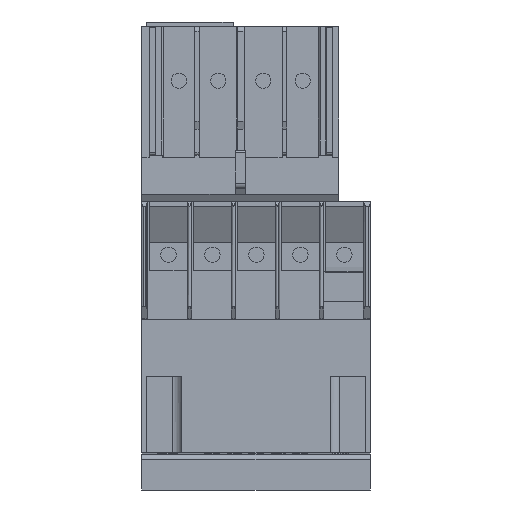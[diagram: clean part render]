
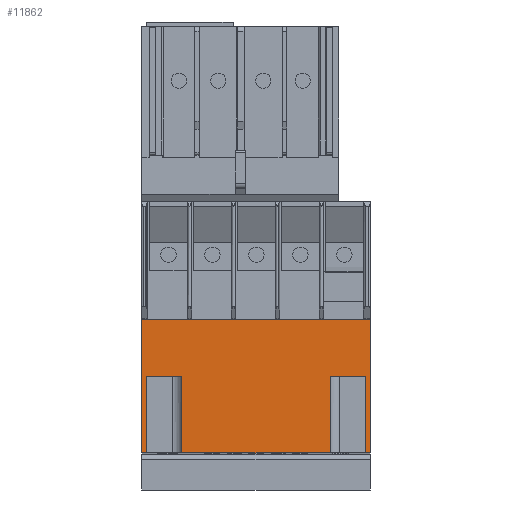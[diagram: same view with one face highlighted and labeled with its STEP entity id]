
A CAD part, front view. The second image highlights one B-rep face of the part: STEP entity #11862.
In plain terms, the highlighted planar face has unit normal (0, -1, 0).
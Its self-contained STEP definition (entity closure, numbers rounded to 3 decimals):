
#6214=VERTEX_POINT('',#17561);
#6516=EDGE_CURVE('',#15972,#8422,#17894,.T.);
#6620=VERTEX_POINT('',#18012);
#6736=EDGE_CURVE('',#10190,#15478,#18138,.T.);
#8178=EDGE_CURVE('',#15478,#9560,#19724,.T.);
#8188=EDGE_CURVE('',#8422,#9698,#19735,.T.);
#8422=VERTEX_POINT('',#19988);
#9560=VERTEX_POINT('',#21247);
#9698=VERTEX_POINT('',#21398);
#10190=VERTEX_POINT('',#21929);
#10784=EDGE_CURVE('',#9560,#15972,#22582,.T.);
#10810=EDGE_CURVE('',#6214,#14984,#22611,.T.);
#10826=EDGE_CURVE('',#13440,#11006,#22628,.T.);
#11006=VERTEX_POINT('',#22820);
#11334=EDGE_CURVE('',#14984,#10190,#23179,.T.);
#11862=ADVANCED_FACE('',(#23754),#23755,.T.);
#12964=EDGE_CURVE('',#11006,#6214,#24949,.T.);
#13304=EDGE_CURVE('',#16536,#13440,#25314,.T.);
#13440=VERTEX_POINT('',#25462);
#13944=EDGE_CURVE('',#6620,#9698,#26010,.T.);
#14984=VERTEX_POINT('',#27152);
#15478=VERTEX_POINT('',#27690);
#15794=EDGE_CURVE('',#16536,#6620,#28032,.T.);
#15972=VERTEX_POINT('',#28226);
#16536=VERTEX_POINT('',#28848);
#17561=CARTESIAN_POINT('',(-14.617,-4.709,19.29));
#17894=LINE('',#30650,#30651);
#18012=CARTESIAN_POINT('',(-22.5,-4.709,30.558));
#18138=LINE('',#31027,#31028);
#19724=LINE('',#33340,#33341);
#19735=LINE('',#33353,#33354);
#19988=CARTESIAN_POINT('',(22.5,-4.709,4.295));
#21247=CARTESIAN_POINT('',(21.5,-4.709,19.29));
#21398=CARTESIAN_POINT('',(22.5,-4.709,30.558));
#21929=CARTESIAN_POINT('',(14.617,-4.709,4.295));
#22582=LINE('',#37693,#37694);
#22611=LINE('',#37734,#37735);
#22628=LINE('',#37755,#37756);
#22820=CARTESIAN_POINT('',(-21.5,-4.709,19.29));
#23179=LINE('',#38546,#38547);
#23754=FACE_OUTER_BOUND('',#39399,.T.);
#23755=PLANE('',#39400);
#24949=LINE('',#41144,#41145);
#25314=LINE('',#41679,#41680);
#25462=CARTESIAN_POINT('',(-21.5,-4.709,4.295));
#26010=LINE('',#42694,#42695);
#27152=CARTESIAN_POINT('',(-14.617,-4.709,4.295));
#27690=CARTESIAN_POINT('',(14.617,-4.709,19.29));
#28032=LINE('',#45665,#45666);
#28226=CARTESIAN_POINT('',(21.5,-4.709,4.295));
#28848=CARTESIAN_POINT('',(-22.5,-4.709,4.295));
#30650=CARTESIAN_POINT('',(-22.5,-4.709,4.295));
#30651=VECTOR('',#48417,1.0);
#31027=CARTESIAN_POINT('',(14.617,-4.709,11.792));
#31028=VECTOR('',#48699,1.0);
#33340=CARTESIAN_POINT('',(-2.162,-4.709,19.29));
#33341=VECTOR('',#50457,1.0);
#33353=CARTESIAN_POINT('',(22.5,-4.709,4.295));
#33354=VECTOR('',#50466,1.0);
#37693=CARTESIAN_POINT('',(21.5,-4.709,4.292));
#37694=VECTOR('',#53455,1.0);
#37734=CARTESIAN_POINT('',(-14.617,-4.709,11.792));
#37735=VECTOR('',#53485,1.0);
#37755=CARTESIAN_POINT('',(-21.5,-4.709,11.792));
#37756=VECTOR('',#53495,1.0);
#38546=CARTESIAN_POINT('',(-22.5,-4.709,4.295));
#38547=VECTOR('',#54080,1.0);
#39399=EDGE_LOOP('',(#54657,#54658,#54659,#54660,#54661,#54662,#54663,#54664,#54665,#54666,#54667,#54668));
#39400=AXIS2_PLACEMENT_3D('',#54669,#54670,#54671);
#41144=CARTESIAN_POINT('',(-20.338,-4.709,19.29));
#41145=VECTOR('',#55846,1.0);
#41679=CARTESIAN_POINT('',(-22.5,-4.709,4.295));
#41680=VECTOR('',#56172,1.0);
#42694=CARTESIAN_POINT('',(-22.5,-4.709,30.558));
#42695=VECTOR('',#56845,1.0);
#45665=CARTESIAN_POINT('',(-22.5,-4.709,4.295));
#45666=VECTOR('',#58995,1.0);
#48417=DIRECTION('',(1.0,0.0,0.));
#48699=DIRECTION('',(0.,0.,1.0));
#50457=DIRECTION('',(1.0,0.0,0.));
#50466=DIRECTION('',(0.,0.0,1.0));
#53455=DIRECTION('',(0.,0.0,-1.0));
#53485=DIRECTION('',(0.0,0.,-1.0));
#53495=DIRECTION('',(0.0,0.0,1.0));
#54080=DIRECTION('',(1.0,0.0,0.));
#54657=ORIENTED_EDGE('',*,*,#10810,.T.);
#54658=ORIENTED_EDGE('',*,*,#11334,.T.);
#54659=ORIENTED_EDGE('',*,*,#6736,.T.);
#54660=ORIENTED_EDGE('',*,*,#8178,.T.);
#54661=ORIENTED_EDGE('',*,*,#10784,.T.);
#54662=ORIENTED_EDGE('',*,*,#6516,.T.);
#54663=ORIENTED_EDGE('',*,*,#8188,.T.);
#54664=ORIENTED_EDGE('',*,*,#13944,.F.);
#54665=ORIENTED_EDGE('',*,*,#15794,.F.);
#54666=ORIENTED_EDGE('',*,*,#13304,.T.);
#54667=ORIENTED_EDGE('',*,*,#10826,.T.);
#54668=ORIENTED_EDGE('',*,*,#12964,.T.);
#54669=CARTESIAN_POINT('',(-22.5,-4.709,4.295));
#54670=DIRECTION('',(0.0,-1.0,0.0));
#54671=DIRECTION('',(0.,0.0,-1.0));
#55846=DIRECTION('',(1.0,0.0,0.0));
#56172=DIRECTION('',(1.0,0.0,0.));
#56845=DIRECTION('',(1.0,0.0,0.));
#58995=DIRECTION('',(0.,0.0,1.0));
